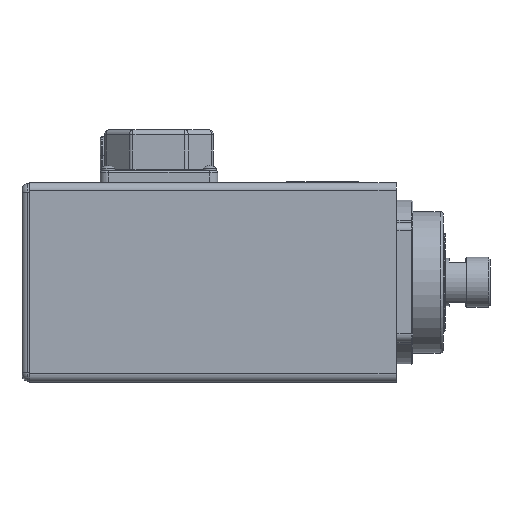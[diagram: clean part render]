
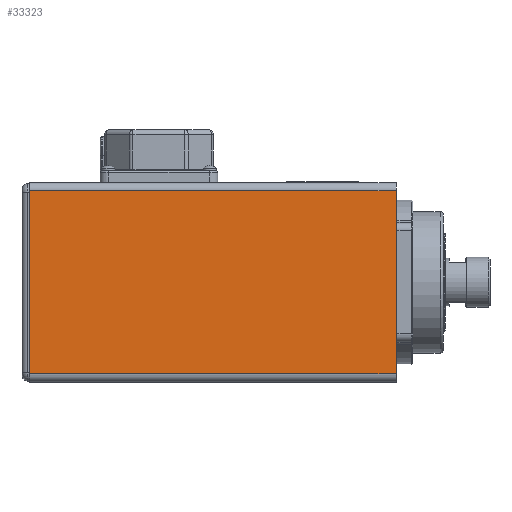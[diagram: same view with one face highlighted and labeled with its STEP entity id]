
A CAD part, left-side view. The second image highlights one B-rep face of the part: STEP entity #33323.
In plain terms, the highlighted planar face has unit normal (-1, 0, 0).
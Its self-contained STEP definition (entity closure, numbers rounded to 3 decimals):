
#3897=AXIS2_PLACEMENT_3D('',#42134,#13177,$);
#5087=PLANE('',#3897);
#6758=VECTOR('',#12940,1.);
#6768=VECTOR('',#12962,1.);
#6771=VECTOR('',#12975,1.);
#6847=VECTOR('',#13178,1.);
#8811=LINE('',#41834,#6758);
#8821=LINE('',#41864,#6768);
#8824=LINE('',#41878,#6771);
#8900=LINE('',#42135,#6847);
#12940=DIRECTION('',(0.,0.,1.));
#12962=DIRECTION('',(0.,0.,1.));
#12975=DIRECTION('',(0.,1.,0.));
#13177=DIRECTION('',(1.,0.,0.));
#13178=DIRECTION('',(0.,-1.,0.));
#16172=VERTEX_POINT('',#41833);
#16173=VERTEX_POINT('',#41835);
#16186=VERTEX_POINT('',#41865);
#16187=VERTEX_POINT('',#41866);
#20684=EDGE_CURVE('',#16173,#16172,#8811,.T.);
#20699=EDGE_CURVE('',#16186,#16187,#8821,.T.);
#20706=EDGE_CURVE('',#16172,#16187,#8824,.T.);
#20814=EDGE_CURVE('',#16186,#16173,#8900,.T.);
#27287=ORIENTED_EDGE('',*,*,#20684,.T.);
#27288=ORIENTED_EDGE('',*,*,#20706,.T.);
#27289=ORIENTED_EDGE('',*,*,#20699,.F.);
#27290=ORIENTED_EDGE('',*,*,#20814,.T.);
#30343=EDGE_LOOP('',(#27287,#27288,#27289,#27290));
#31873=FACE_BOUND('',#30343,.T.);
#33323=ADVANCED_FACE('',(#31873),#5087,.F.);
#41833=CARTESIAN_POINT('',(-51.,0.,55.));
#41834=CARTESIAN_POINT('',(-51.,0.,-55.));
#41835=CARTESIAN_POINT('',(-51.,0.,-55.));
#41864=CARTESIAN_POINT('',(-51.,220.,-55.));
#41865=CARTESIAN_POINT('',(-51.,220.,-55.));
#41866=CARTESIAN_POINT('',(-51.,220.,55.));
#41878=CARTESIAN_POINT('',(-51.,0.,55.));
#42134=CARTESIAN_POINT('',(-51.,220.,-60.));
#42135=CARTESIAN_POINT('',(-51.,220.,-55.));
